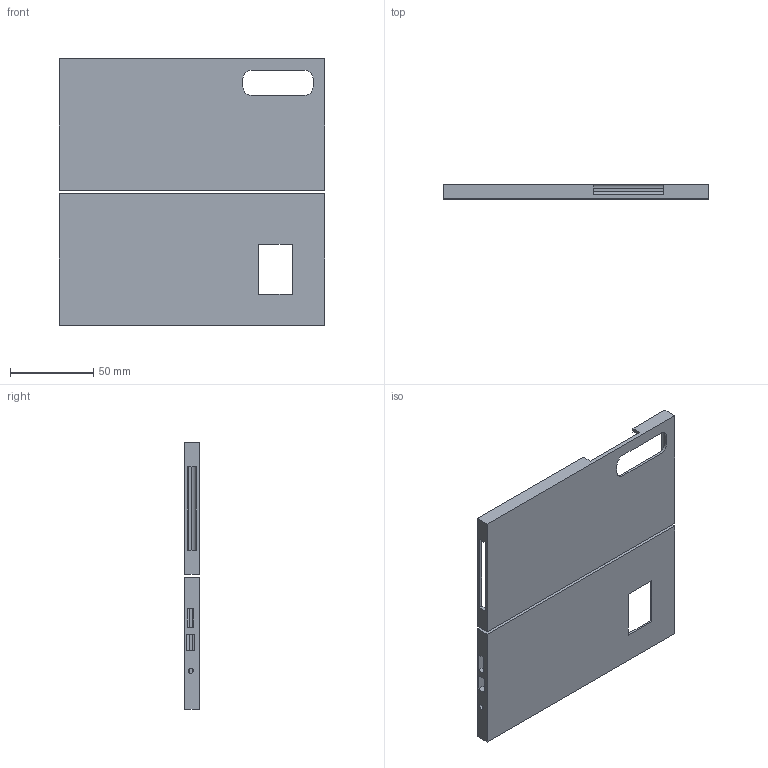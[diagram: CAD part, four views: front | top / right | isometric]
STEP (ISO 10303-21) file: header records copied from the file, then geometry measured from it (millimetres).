
FILE_DESCRIPTION(/* description */ (''),/* implementation_level */ '2;1');
FILE_NAME(/* name */ 'phones v13.stp',/* time_stamp */ '2021-10-12T21:21:04+01:00',/* author */ (''),/* organization */ (''),/* preprocessor_version */ 'ST-DEVELOPER v18.1',/* originating_system */ 'Autodesk Translation Framework v10.10.0.1391',/* authorisation */ '');
FILE_SCHEMA (('AUTOMOTIVE_DESIGN { 1 0 10303 214 3 1 1 }'));
Length unit declared in the file: millimetre
Products named in the file (3): phones; s7 frame; p20 frame
Assembly tree (2 placements, depth 2):
  phones
    s7 frame
    p20 frame
Bounding box: 159 x 8.42 x 159.88 mm (x, y, z)
Volume: 51199.3 mm3; surface area: 61952 mm2
Topology: 2 solids, 2 shells, 111 faces, 293 edges, 182 vertices
Faces by surface type: plane 64, cylinder 31, torus 8, bspline 8
Full cylindrical faces by diameter (mm): 3 x1
Entity records: 3566 total; most frequent: CARTESIAN_POINT 681, DIRECTION 603, ORIENTED_EDGE 586, EDGE_CURVE 293, AXIS2_PLACEMENT_3D 204, LINE 195, VECTOR 195, VERTEX_POINT 182
